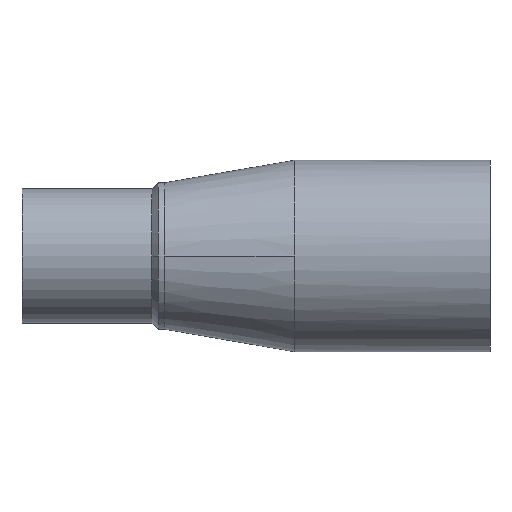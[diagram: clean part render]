
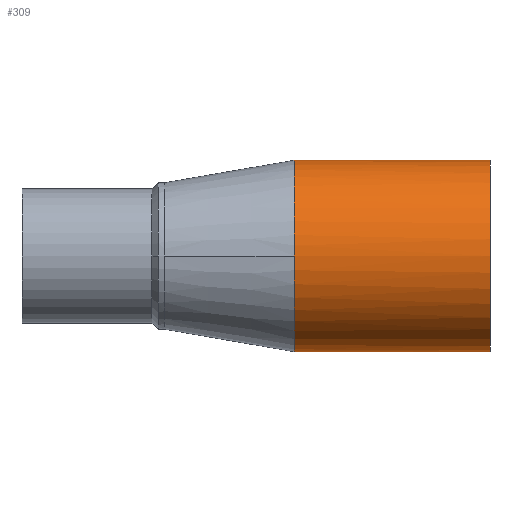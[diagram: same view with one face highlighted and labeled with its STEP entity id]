
A CAD part, front view. The second image highlights one B-rep face of the part: STEP entity #309.
In plain terms, the highlighted cylindrical face has radius 45 mm (diameter 90 mm), a partial arc.
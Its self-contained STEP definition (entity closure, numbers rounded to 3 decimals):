
#153 = EDGE_CURVE( '', #285, #301, #370, .T. );
#171 = EDGE_CURVE( '', #301, #255, #389, .T. );
#173 = EDGE_CURVE( '', #177, #285, #391, .T. );
#177 = VERTEX_POINT( '', #396 );
#183 = EDGE_CURVE( '', #255, #307, #403, .T. );
#197 = EDGE_CURVE( '', #307, #177, #420, .T. );
#255 = VERTEX_POINT( '', #483 );
#285 = VERTEX_POINT( '', #516 );
#301 = VERTEX_POINT( '', #533 );
#307 = VERTEX_POINT( '', #540 );
#309 = ADVANCED_FACE( '', ( #542 ), #543, .T. );
#370 = LINE( '', #908, #909 );
#389 = CIRCLE( '', #954, 45. );
#391 = B_SPLINE_CURVE_WITH_KNOTS( '', 3, ( #957, #958, #959, #960, #961, #962, #963, #964, #965, #966, #967 ), .UNSPECIFIED., .F., .F., ( 4, 1, 1, 1, 1, 1, 1, 1, 4 ), ( 3.142, 3.338, 3.534, 3.731, 3.927, 4.123, 4.32, 4.516, 4.712 ), .UNSPECIFIED. );
#396 = CARTESIAN_POINT( '', ( 128., -45., 0. ) );
#403 = LINE( '', #982, #983 );
#420 = B_SPLINE_CURVE_WITH_KNOTS( '', 3, ( #1003, #1004, #1005, #1006, #1007, #1008, #1009, #1010, #1011, #1012, #1013 ), .UNSPECIFIED., .F., .F., ( 4, 1, 1, 1, 1, 1, 1, 1, 4 ), ( 1.571, 1.767, 1.963, 2.16, 2.356, 2.553, 2.749, 2.945, 3.142 ), .UNSPECIFIED. );
#483 = CARTESIAN_POINT( '', ( 220., 0., 45. ) );
#516 = CARTESIAN_POINT( '', ( 128., 0., -45. ) );
#533 = CARTESIAN_POINT( '', ( 220., 0., -45. ) );
#540 = CARTESIAN_POINT( '', ( 128., 0., 45. ) );
#542 = FACE_OUTER_BOUND( '', #2085, .T. );
#543 = CYLINDRICAL_SURFACE( '', #2086, 45. );
#908 = CARTESIAN_POINT( '', ( 128., 0., -45. ) );
#909 = VECTOR( '', #2159, 1. );
#954 = AXIS2_PLACEMENT_3D( '', #2174, #2175, #2176 );
#957 = CARTESIAN_POINT( '', ( 128., -45., 0. ) );
#958 = CARTESIAN_POINT( '', ( 128., -45., -2.945 ) );
#959 = CARTESIAN_POINT( '', ( 128., -44.42, -8.836 ) );
#960 = CARTESIAN_POINT( '', ( 128., -41.843, -17.332 ) );
#961 = CARTESIAN_POINT( '', ( 128., -37.657, -25.162 ) );
#962 = CARTESIAN_POINT( '', ( 128., -32.025, -32.025 ) );
#963 = CARTESIAN_POINT( '', ( 128., -25.162, -37.657 ) );
#964 = CARTESIAN_POINT( '', ( 128., -17.332, -41.843 ) );
#965 = CARTESIAN_POINT( '', ( 128., -8.836, -44.42 ) );
#966 = CARTESIAN_POINT( '', ( 128., -2.945, -45. ) );
#967 = CARTESIAN_POINT( '', ( 128., 0., -45. ) );
#982 = CARTESIAN_POINT( '', ( 128., 0., 45. ) );
#983 = VECTOR( '', #2196, 1. );
#1003 = CARTESIAN_POINT( '', ( 128., 0., 45. ) );
#1004 = CARTESIAN_POINT( '', ( 128., -2.945, 45. ) );
#1005 = CARTESIAN_POINT( '', ( 128., -8.836, 44.42 ) );
#1006 = CARTESIAN_POINT( '', ( 128., -17.332, 41.843 ) );
#1007 = CARTESIAN_POINT( '', ( 128., -25.162, 37.657 ) );
#1008 = CARTESIAN_POINT( '', ( 128., -32.025, 32.025 ) );
#1009 = CARTESIAN_POINT( '', ( 128., -37.657, 25.162 ) );
#1010 = CARTESIAN_POINT( '', ( 128., -41.843, 17.332 ) );
#1011 = CARTESIAN_POINT( '', ( 128., -44.42, 8.836 ) );
#1012 = CARTESIAN_POINT( '', ( 128., -45., 2.945 ) );
#1013 = CARTESIAN_POINT( '', ( 128., -45., 0. ) );
#2085 = EDGE_LOOP( '', ( #2321, #2322, #2323, #2324, #2325 ) );
#2086 = AXIS2_PLACEMENT_3D( '', #2326, #2327, #2328 );
#2159 = DIRECTION( '', ( 1., 0., 0. ) );
#2174 = CARTESIAN_POINT( '', ( 220., 0., 0. ) );
#2175 = DIRECTION( '', ( -1., 0., 0. ) );
#2176 = DIRECTION( '', ( 0., 0., -1. ) );
#2196 = DIRECTION( '', ( -1., 0., 0. ) );
#2321 = ORIENTED_EDGE( '', *, *, #153, .T. );
#2322 = ORIENTED_EDGE( '', *, *, #171, .T. );
#2323 = ORIENTED_EDGE( '', *, *, #183, .T. );
#2324 = ORIENTED_EDGE( '', *, *, #197, .T. );
#2325 = ORIENTED_EDGE( '', *, *, #173, .T. );
#2326 = CARTESIAN_POINT( '', ( 128., 0., 0. ) );
#2327 = DIRECTION( '', ( -1., 0., 0. ) );
#2328 = DIRECTION( '', ( 0., 0., -1. ) );
